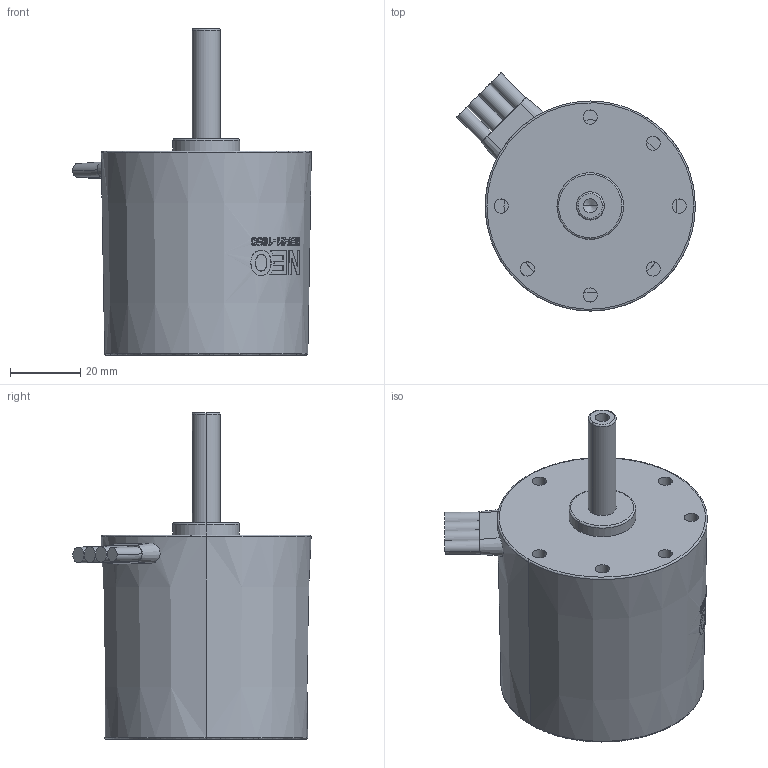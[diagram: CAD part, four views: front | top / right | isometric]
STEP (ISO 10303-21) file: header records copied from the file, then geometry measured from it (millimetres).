
FILE_DESCRIPTION (( 'STEP AP214' ), '1' );
FILE_NAME ('am-4258a NEO V1.1.STEP', '2022-12-14T20:26:47', ( '' ), ( '' ), 'SwSTEP 2.0', 'SolidWorks 2022', '' );
FILE_SCHEMA (( 'AUTOMOTIVE_DESIGN' ));
Length unit declared in the file: millimetre
Products named in the file (1): am-4258a NEO V1.1
Bounding box: 68.13 x 68.01 x 93.35 mm (x, y, z)
Surface area: 42043 mm2 (no closed solid volume)
Topology: 0 solids, 2 shells, 1521 faces, 4232 edges, 2817 vertices
Faces by surface type: bspline 1019, plane 432, cylinder 39, cone 31
Entity records: 72056 total; most frequent: CARTESIAN_POINT 39409, ORIENTED_EDGE 8458, EDGE_CURVE 4230, DIRECTION 3275, VERTEX_POINT 2817, VECTOR 2057, LINE 2057, B_SPLINE_CURVE_WITH_KNOTS 2049
